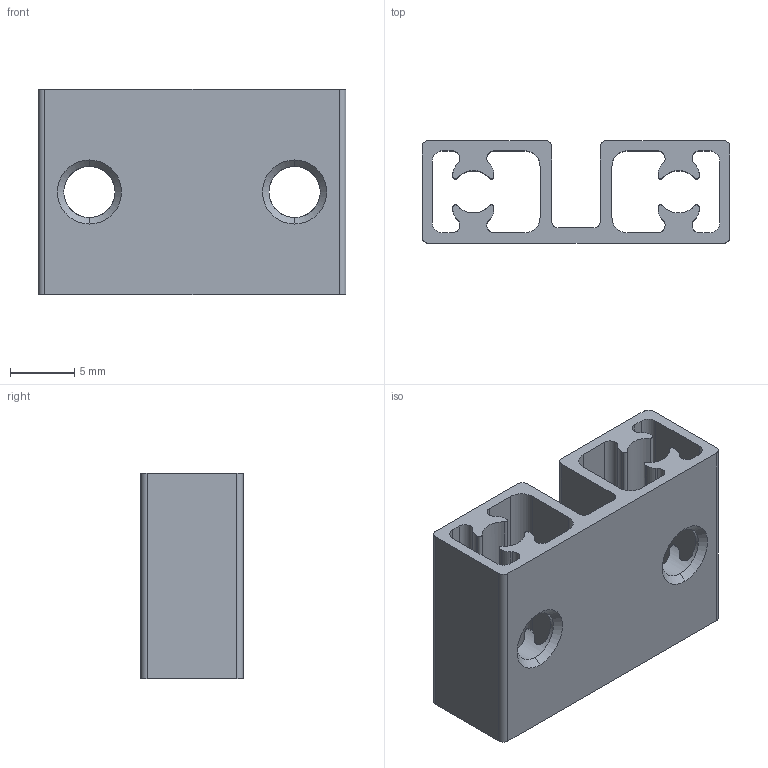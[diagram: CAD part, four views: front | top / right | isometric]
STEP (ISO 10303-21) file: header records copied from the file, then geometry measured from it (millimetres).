
FILE_DESCRIPTION (( 'STEP AP214' ), '1' );
FILE_NAME ('Beam0824-016邧謂褽.STEP', '2016-10-26T07:13:22', ( 'dell' ), ( '' ), 'SwSTEP 2.0', 'SolidWorks 2013', '' );
FILE_SCHEMA (( 'AUTOMOTIVE_DESIGN' ));
Length unit declared in the file: millimetre
Products named in the file (1): Beam0824-016邧謂褽
Bounding box: 24 x 8 x 16 mm (x, y, z)
Volume: 1149.9 mm3; surface area: 2519.8 mm2
Topology: 1 solids, 1 shells, 150 faces, 456 edges, 304 vertices
Faces by surface type: cylinder 88, plane 54, cone 8
Entity records: 5622 total; most frequent: CARTESIAN_POINT 1471, ORIENTED_EDGE 912, DIRECTION 814, EDGE_CURVE 456, VERTEX_POINT 304, AXIS2_PLACEMENT_3D 287, VECTOR 240, LINE 240
